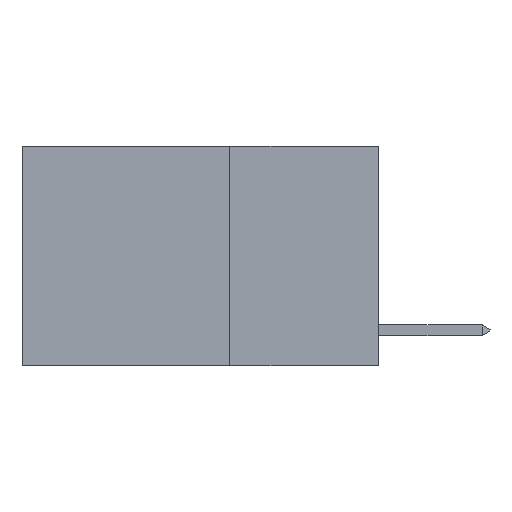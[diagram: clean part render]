
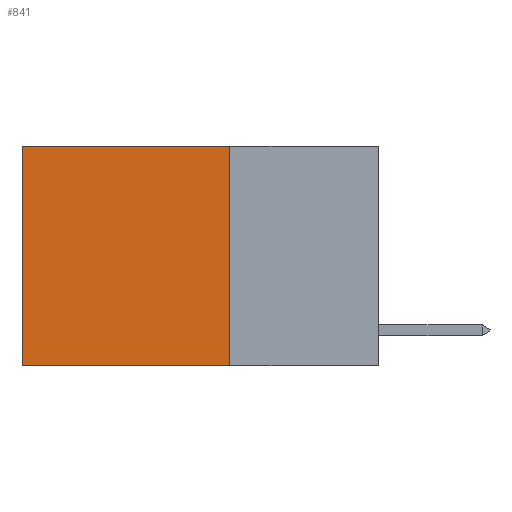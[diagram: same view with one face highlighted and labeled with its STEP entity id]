
A CAD part, left-side view. The second image highlights one B-rep face of the part: STEP entity #841.
In plain terms, the highlighted planar face has unit normal (-1, 0, 0).
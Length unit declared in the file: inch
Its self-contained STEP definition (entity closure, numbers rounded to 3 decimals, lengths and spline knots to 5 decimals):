
#751 = EDGE_CURVE ( 'NONE', #6906, #1148, #2875, .T. ) ;
#759 = EDGE_CURVE ( 'NONE', #1148, #1621, #7983, .T. ) ;
#841 = ADVANCED_FACE ( 'NONE', ( #5290 ), #4069, .F. ) ;
#942 = ORIENTED_EDGE ( 'NONE', *, *, #751, .T. ) ;
#1122 = CARTESIAN_POINT ( 'NONE',  ( 0.2625, 0.25, -0.37 ) ) ;
#1148 = VERTEX_POINT ( 'NONE', #1417 ) ;
#1334 = CARTESIAN_POINT ( 'NONE',  ( 0.2625, 0.25, 0. ) ) ;
#1417 = CARTESIAN_POINT ( 'NONE',  ( 0.2625, 0.6, 0. ) ) ;
#1621 = VERTEX_POINT ( 'NONE', #5545 ) ;
#2001 = VERTEX_POINT ( 'NONE', #4418 ) ;
#2100 = LINE ( 'NONE', #7190, #7351 ) ;
#2160 = DIRECTION ( 'NONE',  ( 1., 0., 0. ) ) ;
#2440 = VECTOR ( 'NONE', #7341, 39.37008 ) ;
#2562 = DIRECTION ( 'NONE',  ( 0., 1., 0. ) ) ;
#2875 = LINE ( 'NONE', #5517, #5623 ) ;
#2953 = EDGE_CURVE ( 'NONE', #2001, #1621, #3036, .T. ) ;
#3036 = LINE ( 'NONE', #1122, #4406 ) ;
#3300 = DIRECTION ( 'NONE',  ( 0., 0., -1. ) ) ;
#4069 = PLANE ( 'NONE',  #7254 ) ;
#4171 = ORIENTED_EDGE ( 'NONE', *, *, #2953, .F. ) ;
#4406 = VECTOR ( 'NONE', #2562, 39.37008 ) ;
#4418 = CARTESIAN_POINT ( 'NONE',  ( 0.2625, 0.25, -0.37 ) ) ;
#4954 = ORIENTED_EDGE ( 'NONE', *, *, #7048, .F. ) ;
#5290 = FACE_OUTER_BOUND ( 'NONE', #7504, .T. ) ;
#5517 = CARTESIAN_POINT ( 'NONE',  ( 0.2625, 0.25, 0. ) ) ;
#5545 = CARTESIAN_POINT ( 'NONE',  ( 0.2625, 0.6, -0.37 ) ) ;
#5560 = DIRECTION ( 'NONE',  ( 0., 1., 0. ) ) ;
#5623 = VECTOR ( 'NONE', #5560, 39.37008 ) ;
#6013 = ORIENTED_EDGE ( 'NONE', *, *, #759, .T. ) ;
#6612 = DIRECTION ( 'NONE',  ( 0., 0., -1. ) ) ;
#6906 = VERTEX_POINT ( 'NONE', #1334 ) ;
#7048 = EDGE_CURVE ( 'NONE', #6906, #2001, #2100, .T. ) ;
#7190 = CARTESIAN_POINT ( 'NONE',  ( 0.2625, 0.25, 0. ) ) ;
#7254 = AXIS2_PLACEMENT_3D ( 'NONE', #7860, #2160, #6612 ) ;
#7341 = DIRECTION ( 'NONE',  ( 0., 0., -1. ) ) ;
#7351 = VECTOR ( 'NONE', #3300, 39.37008 ) ;
#7504 = EDGE_LOOP ( 'NONE', ( #6013, #4171, #4954, #942 ) ) ;
#7860 = CARTESIAN_POINT ( 'NONE',  ( 0.2625, 0.25, 0. ) ) ;
#7945 = CARTESIAN_POINT ( 'NONE',  ( 0.2625, 0.6, 0. ) ) ;
#7983 = LINE ( 'NONE', #7945, #2440 ) ;
